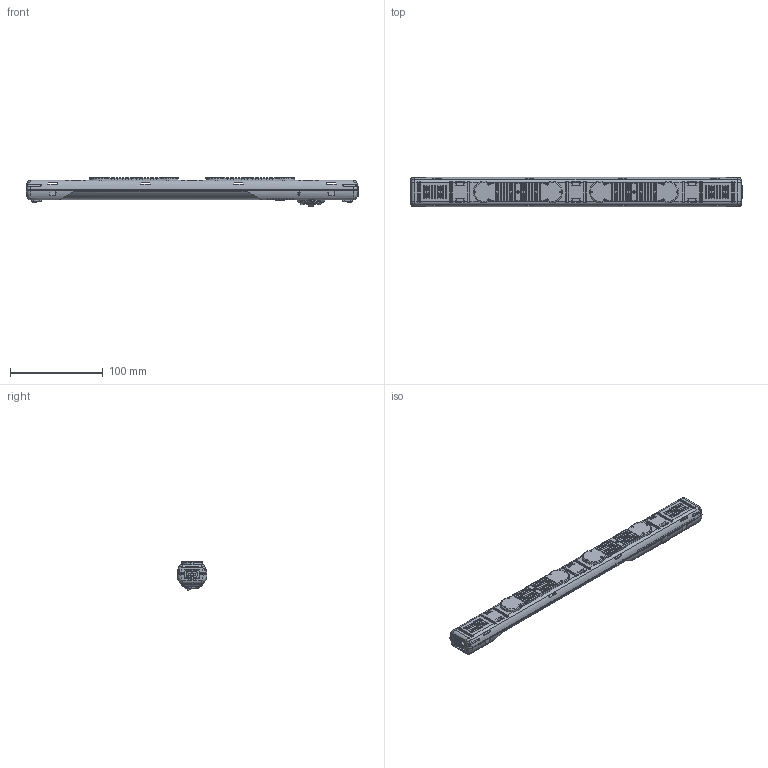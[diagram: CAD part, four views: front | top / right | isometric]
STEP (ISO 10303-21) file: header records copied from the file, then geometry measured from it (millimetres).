
FILE_DESCRIPTION((''),'2;1');
FILE_NAME('LL7000_ASM_1_ASM','2016-03-08T',('alexcam'),(''),'CREO PARAMETRIC BY PTC INC, 2014500','CREO PARAMETRIC BY PTC INC, 2014500','');
FILE_SCHEMA(('CONFIG_CONTROL_DESIGN'));
Products named in the file (8): LL7000_HOUSING_1; LL7000_BASE_1; LL7000_ROCKER_MOUNT_1; ROCKER_SW_SMALL_1; WIELAND_91_023_0053_0_CAD_STEP_; WIELAND_91_024_0053_0_CAD_STEP_; LL7000_PCB_ASM_1_ASM; LL7000_ASM_1_ASM
Assembly tree (7 placements, depth 3):
  LL7000_ASM_1_ASM
    LL7000_HOUSING_1
    LL7000_BASE_1
    LL7000_ROCKER_MOUNT_1
    LL7000_PCB_ASM_1_ASM
      ROCKER_SW_SMALL_1
      WIELAND_91_023_0053_0_CAD_STEP_
      WIELAND_91_024_0053_0_CAD_STEP_
Bounding box: 357.4 x 32 x 31.16 mm (x, y, z)
Volume: 64533.5 mm3; surface area: 80588.6 mm2
Topology: 6 solids, 6 shells, 3640 faces, 10773 edges, 6920 vertices
Faces by surface type: plane 1803, cylinder 855, bspline 462, cone 359, torus 89, sphere 64, extrusion 8
Entity records: 144218 total; most frequent: CARTESIAN_POINT 53275, ORIENTED_EDGE 21444, DIRECTION 15654, EDGE_CURVE 10722, VERTEX_POINT 6920, VECTOR 5898, LINE 5890, AXIS2_PLACEMENT_3D 4878
